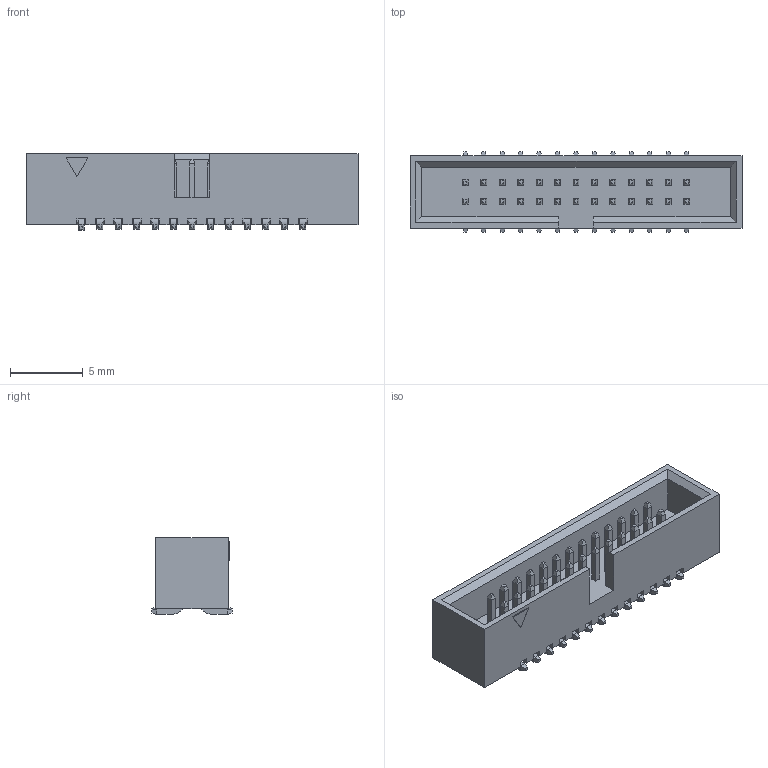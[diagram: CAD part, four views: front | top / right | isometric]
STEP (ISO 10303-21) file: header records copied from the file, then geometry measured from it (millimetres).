
FILE_DESCRIPTION(/* description */ ('Unknown'),/* implementation_level */ '2;1');
FILE_NAME(/* name */ '62702620621',/* time_stamp */ '2021-02-23T16:11:18+01:00',/* author */ ('Unknown'),/* organization */ ('Unknown'),/* preprocessor_version */ 'ST-DEVELOPER v16.7',/* originating_system */ 'DEX',/* authorisation */ $);
FILE_SCHEMA (('AUTOMOTIVE_DESIGN {1 0 10303 214 3 1 1}'));
Length unit declared in the file: millimetre
Products named in the file (3): 6270xx20621; 62702620621; 6270xx20621_PIN
Assembly tree (27 placements, depth 2):
  6270xx20621
    62702620621
    6270xx20621_PIN  x26
Bounding box: 22.86 x 5.55 x 5.3 mm (x, y, z)
Volume: 339 mm3; surface area: 986.8 mm2
Topology: 27 solids, 27 shells, 777 faces, 1980 edges, 1232 vertices
Faces by surface type: plane 725, cylinder 52
Entity records: 13242 total; most frequent: CARTESIAN_POINT 1967, ORIENTED_EDGE 1960, DIRECTION 1694, EDGE_CURVE 980, LINE 976, VECTOR 976, VERTEX_POINT 632, AXIS2_PLACEMENT_3D 359
